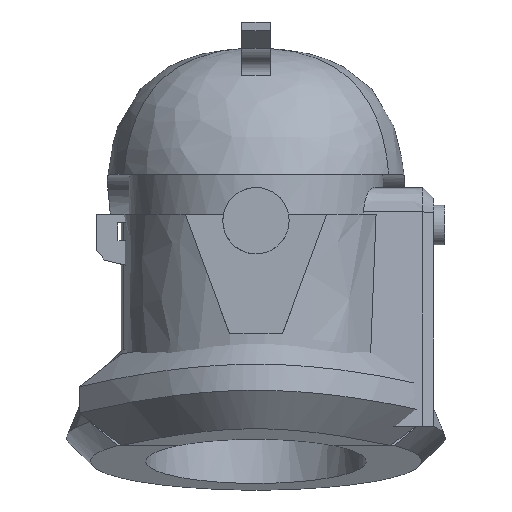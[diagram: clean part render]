
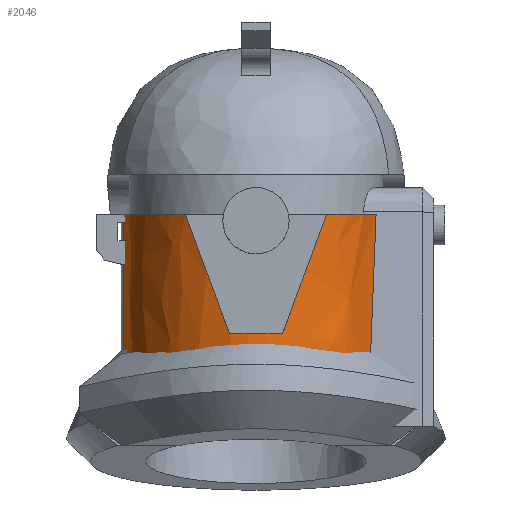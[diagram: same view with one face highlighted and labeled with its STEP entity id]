
A CAD part, front view. The second image highlights one B-rep face of the part: STEP entity #2046.
In plain terms, the highlighted free-form (B-spline) face has degree [3, 1] with [11, 2] control points.
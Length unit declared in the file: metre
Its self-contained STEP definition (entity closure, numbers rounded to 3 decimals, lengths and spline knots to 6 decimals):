
#31=ELLIPSE('',#2289,0.07,0.06);
#32=ELLIPSE('',#2291,0.07,0.06);
#43=ELLIPSE('',#2302,0.07,0.06);
#44=ELLIPSE('',#2303,0.07,0.06);
#70=B_SPLINE_SURFACE_WITH_KNOTS('',3,1,((#3572,#3573),(#3574,#3575),(#3576,
#3577),(#3578,#3579),(#3580,#3581),(#3582,#3583),(#3584,#3585),(#3586,#3587),
(#3588,#3589),(#3590,#3591),(#3592,#3593)),.SURF_OF_LINEAR_EXTRUSION.,.F.,
 .F.,.F.,(4,1,1,1,1,1,1,1,4),(2,2),(1.992056,2.336264,2.680472,
3.024679,3.368887,3.713095,4.057303,4.401511,
4.745718),(0.,1.),.UNSPECIFIED.);
#113=B_SPLINE_CURVE_WITH_KNOTS('',3,(#3594,#3595,#3596,#3597,#3598),
 .UNSPECIFIED.,.F.,.F.,(4,1,4),(0.,0.029205,0.058411),
 .UNSPECIFIED.);
#114=B_SPLINE_CURVE_WITH_KNOTS('',3,(#3602,#3603,#3604,#3605,#3606),
 .UNSPECIFIED.,.F.,.F.,(4,1,4),(0.,0.0292,0.058399),
 .UNSPECIFIED.);
#115=B_SPLINE_CURVE_WITH_KNOTS('',3,(#3611,#3612,#3613,#3614),
 .UNSPECIFIED.,.F.,.F.,(4,4),(0.,0.09038),.UNSPECIFIED.);
#240=LINE('',#3607,#375);
#375=VECTOR('',#2499,1.);
#661=ORIENTED_EDGE('',*,*,#1281,.F.);
#662=ORIENTED_EDGE('',*,*,#1282,.T.);
#663=ORIENTED_EDGE('',*,*,#1283,.F.);
#664=ORIENTED_EDGE('',*,*,#1244,.T.);
#665=ORIENTED_EDGE('',*,*,#1284,.F.);
#666=ORIENTED_EDGE('',*,*,#1285,.F.);
#667=ORIENTED_EDGE('',*,*,#1286,.T.);
#668=ORIENTED_EDGE('',*,*,#1250,.T.);
#1244=EDGE_CURVE('',#1560,#1559,#31,.T.);
#1250=EDGE_CURVE('',#1566,#1565,#32,.T.);
#1281=EDGE_CURVE('',#1594,#1565,#113,.T.);
#1282=EDGE_CURVE('',#1594,#1595,#43,.T.);
#1283=EDGE_CURVE('',#1560,#1595,#114,.T.);
#1284=EDGE_CURVE('',#1596,#1559,#240,.T.);
#1285=EDGE_CURVE('',#1597,#1596,#44,.T.);
#1286=EDGE_CURVE('',#1597,#1566,#115,.T.);
#1559=VERTEX_POINT('',#3322);
#1560=VERTEX_POINT('',#3324);
#1565=VERTEX_POINT('',#3335);
#1566=VERTEX_POINT('',#3337);
#1594=VERTEX_POINT('',#3599);
#1595=VERTEX_POINT('',#3601);
#1596=VERTEX_POINT('',#3608);
#1597=VERTEX_POINT('',#3610);
#1788=EDGE_LOOP('',(#661,#662,#663,#664,#665,#666,#667,#668));
#1910=FACE_BOUND('',#1788,.T.);
#2046=ADVANCED_FACE('',(#1910),#70,.F.);
#2289=AXIS2_PLACEMENT_3D('',#3323,#2460,#2461);
#2291=AXIS2_PLACEMENT_3D('',#3336,#2469,#2470);
#2302=AXIS2_PLACEMENT_3D('',#3600,#2497,#2498);
#2303=AXIS2_PLACEMENT_3D('',#3609,#2500,#2501);
#2460=DIRECTION('',(0.,0.,-1.));
#2461=DIRECTION('',(0.,1.,0.));
#2469=DIRECTION('',(0.,0.,-1.));
#2470=DIRECTION('',(0.,1.,0.));
#2497=DIRECTION('',(0.,0.,-1.));
#2498=DIRECTION('',(0.,1.,0.));
#2499=DIRECTION('',(0.,0.,1.));
#2500=DIRECTION('',(0.,0.,-1.));
#2501=DIRECTION('',(0.,1.,0.));
#3322=CARTESIAN_POINT('',(-0.059967,-0.002667,-0.03));
#3323=CARTESIAN_POINT('',(0.,-0.005,-0.03));
#3324=CARTESIAN_POINT('',(-0.032,-0.064213,-0.03));
#3335=CARTESIAN_POINT('',(0.032,-0.064213,-0.03));
#3336=CARTESIAN_POINT('',(0.,-0.005,-0.03));
#3337=CARTESIAN_POINT('',(0.054344,-0.034669,-0.03));
#3572=CARTESIAN_POINT('',(0.054754,-0.033624,-0.12));
#3573=CARTESIAN_POINT('',(0.054754,-0.033624,-0.03));
#3574=CARTESIAN_POINT('',(0.051939,-0.040953,-0.12));
#3575=CARTESIAN_POINT('',(0.051939,-0.040953,-0.03));
#3576=CARTESIAN_POINT('',(0.044126,-0.054468,-0.12));
#3577=CARTESIAN_POINT('',(0.044126,-0.054468,-0.03));
#3578=CARTESIAN_POINT('',(0.02723,-0.068939,-0.12));
#3579=CARTESIAN_POINT('',(0.02723,-0.068939,-0.03));
#3580=CARTESIAN_POINT('',(0.007138,-0.075909,-0.12));
#3581=CARTESIAN_POINT('',(0.007138,-0.075909,-0.03));
#3582=CARTESIAN_POINT('',(-0.01379,-0.07456,-0.12));
#3583=CARTESIAN_POINT('',(-0.01379,-0.07456,-0.03));
#3584=CARTESIAN_POINT('',(-0.033101,-0.06505,-0.12));
#3585=CARTESIAN_POINT('',(-0.033101,-0.06505,-0.03));
#3586=CARTESIAN_POINT('',(-0.048529,-0.048496,-0.12));
#3587=CARTESIAN_POINT('',(-0.048529,-0.048496,-0.03));
#3588=CARTESIAN_POINT('',(-0.058263,-0.026839,-0.12));
#3589=CARTESIAN_POINT('',(-0.058263,-0.026839,-0.03));
#3590=CARTESIAN_POINT('',(-0.060196,-0.010694,-0.12));
#3591=CARTESIAN_POINT('',(-0.060196,-0.010694,-0.03));
#3592=CARTESIAN_POINT('',(-0.059967,-0.002667,-0.12));
#3593=CARTESIAN_POINT('',(-0.059967,-0.002667,-0.03));
#3594=CARTESIAN_POINT('',(0.012,-0.073586,-0.084));
#3595=CARTESIAN_POINT('',(0.015371,-0.072783,-0.074897));
#3596=CARTESIAN_POINT('',(0.022094,-0.070481,-0.056746));
#3597=CARTESIAN_POINT('',(0.028721,-0.066625,-0.038852));
#3598=CARTESIAN_POINT('',(0.032,-0.064213,-0.03));
#3599=CARTESIAN_POINT('',(0.012,-0.073586,-0.084));
#3600=CARTESIAN_POINT('',(0.,-0.005,-0.084));
#3601=CARTESIAN_POINT('',(-0.012,-0.073586,-0.084));
#3602=CARTESIAN_POINT('',(-0.032,-0.064213,-0.03));
#3603=CARTESIAN_POINT('',(-0.028722,-0.066625,-0.038851));
#3604=CARTESIAN_POINT('',(-0.022087,-0.070484,-0.056765));
#3605=CARTESIAN_POINT('',(-0.015371,-0.072783,-0.074898));
#3606=CARTESIAN_POINT('',(-0.012,-0.073586,-0.084));
#3607=CARTESIAN_POINT('',(-0.059967,-0.002667,-0.12));
#3608=CARTESIAN_POINT('',(-0.059967,-0.002667,-0.12));
#3609=CARTESIAN_POINT('',(0.,-0.005,-0.12));
#3610=CARTESIAN_POINT('',(0.050843,-0.042169,-0.12));
#3611=CARTESIAN_POINT('',(0.050843,-0.042169,-0.12));
#3612=CARTESIAN_POINT('',(0.052185,-0.03967,-0.090007));
#3613=CARTESIAN_POINT('',(0.053341,-0.037169,-0.060006));
#3614=CARTESIAN_POINT('',(0.054344,-0.034669,-0.03));
